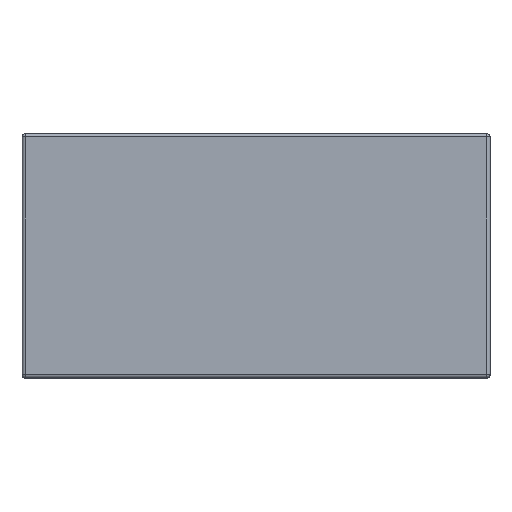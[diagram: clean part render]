
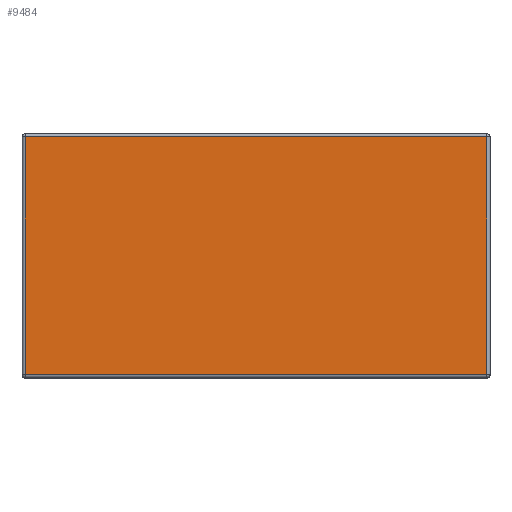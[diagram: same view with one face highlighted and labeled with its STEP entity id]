
A CAD part, top view. The second image highlights one B-rep face of the part: STEP entity #9484.
In plain terms, the highlighted planar face has unit normal (0, 0, 1).
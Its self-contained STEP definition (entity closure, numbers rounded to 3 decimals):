
#791=PLANE('',#10095);
#1305=LINE('',#13433,#2235);
#1306=LINE('',#13442,#2236);
#1310=LINE('',#13457,#2240);
#1312=LINE('',#13460,#2242);
#2235=VECTOR('',#10747,10.);
#2236=VECTOR('',#10758,10.);
#2240=VECTOR('',#10776,10.);
#2242=VECTOR('',#10780,10.);
#2983=FACE_OUTER_BOUND('',#3568,.T.);
#3568=EDGE_LOOP('',(#7103,#7104,#7105,#7106));
#4565=VERTEX_POINT('',#13420);
#4567=VERTEX_POINT('',#13426);
#4568=VERTEX_POINT('',#13435);
#4574=VERTEX_POINT('',#13453);
#5553=EDGE_CURVE('',#4565,#4567,#1305,.T.);
#5557=EDGE_CURVE('',#4568,#4565,#1306,.T.);
#5565=EDGE_CURVE('',#4567,#4574,#1310,.T.);
#5567=EDGE_CURVE('',#4574,#4568,#1312,.T.);
#7103=ORIENTED_EDGE('',*,*,#5553,.F.);
#7104=ORIENTED_EDGE('',*,*,#5557,.F.);
#7105=ORIENTED_EDGE('',*,*,#5567,.F.);
#7106=ORIENTED_EDGE('',*,*,#5565,.F.);
#9484=ADVANCED_FACE('',(#2983),#791,.T.);
#10095=AXIS2_PLACEMENT_3D('',#13483,#10801,#10802);
#10747=DIRECTION('',(0.,1.,0.));
#10758=DIRECTION('',(-1.,0.,0.));
#10776=DIRECTION('',(1.,0.,0.));
#10780=DIRECTION('',(0.,-1.,0.));
#10801=DIRECTION('center_axis',(0.,0.,1.));
#10802=DIRECTION('ref_axis',(0.,-1.,0.));
#13420=CARTESIAN_POINT('',(1.,-38.75,64.55));
#13426=CARTESIAN_POINT('',(1.,38.75,64.55));
#13433=CARTESIAN_POINT('',(1.,19.875,64.55));
#13435=CARTESIAN_POINT('',(151.4,-38.75,64.55));
#13442=CARTESIAN_POINT('',(0.,-38.75,64.55));
#13453=CARTESIAN_POINT('',(151.4,38.75,64.55));
#13457=CARTESIAN_POINT('',(0.,38.75,64.55));
#13460=CARTESIAN_POINT('',(151.4,19.875,64.55));
#13483=CARTESIAN_POINT('Origin',(0.,39.75,64.55));
